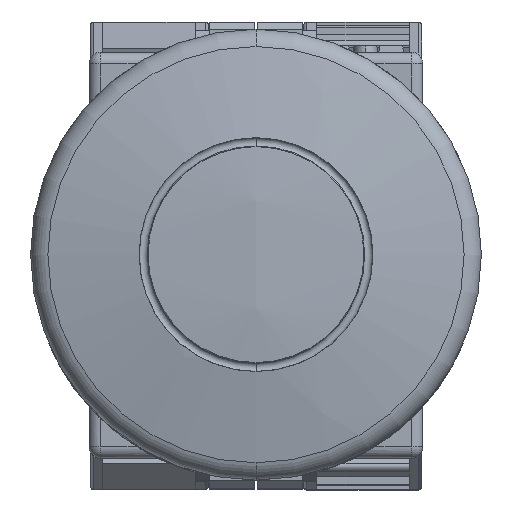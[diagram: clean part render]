
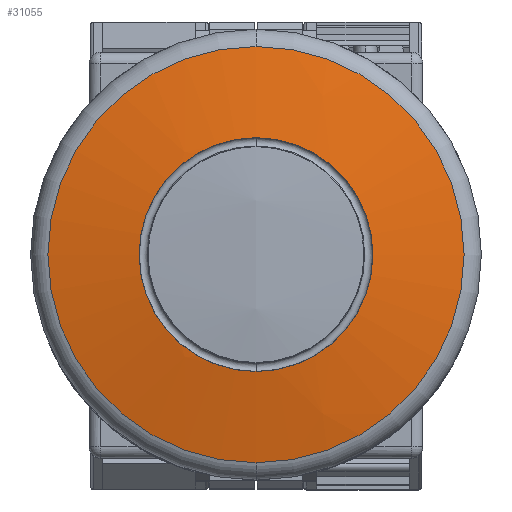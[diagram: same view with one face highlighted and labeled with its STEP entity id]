
A CAD part, top view. The second image highlights one B-rep face of the part: STEP entity #31055.
In plain terms, the highlighted spherical face has radius 80 mm.
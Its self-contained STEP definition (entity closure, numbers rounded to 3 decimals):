
#206 = CARTESIAN_POINT ( 'NONE',  ( -10.372, 0., 47.425 ) ) ;
#796 = EDGE_LOOP ( 'NONE', ( #30520, #5048 ) ) ;
#2434 = CARTESIAN_POINT ( 'NONE',  ( 0., 0., 47.425 ) ) ;
#4828 = AXIS2_PLACEMENT_3D ( 'NONE', #28868, #25633, #22400 ) ;
#4934 = VERTEX_POINT ( 'NONE', #206 ) ;
#5048 = ORIENTED_EDGE ( 'NONE', *, *, #11363, .T. ) ;
#6199 = ORIENTED_EDGE ( 'NONE', *, *, #31651, .F. ) ;
#8696 = VERTEX_POINT ( 'NONE', #25841 ) ;
#9031 = EDGE_CURVE ( 'NONE', #8696, #14371, #26634, .T. ) ;
#11363 = EDGE_CURVE ( 'NONE', #4934, #21902, #24473, .T. ) ;
#12182 = FACE_OUTER_BOUND ( 'NONE', #13323, .T. ) ;
#13106 = CIRCLE ( 'NONE', #18868, 10.372 ) ;
#13323 = EDGE_LOOP ( 'NONE', ( #6199, #29058 ) ) ;
#14371 = VERTEX_POINT ( 'NONE', #27877 ) ;
#15681 = DIRECTION ( 'NONE',  ( 0., 1., 0. ) ) ;
#18868 = AXIS2_PLACEMENT_3D ( 'NONE', #22635, #25119, #21866 ) ;
#18906 = DIRECTION ( 'NONE',  ( 0., 0., -1. ) ) ;
#21866 = DIRECTION ( 'NONE',  ( 1., 0., 0. ) ) ;
#21902 = VERTEX_POINT ( 'NONE', #26765 ) ;
#22139 = DIRECTION ( 'NONE',  ( 0.233, 0., 0.972 ) ) ;
#22400 = DIRECTION ( 'NONE',  ( 0., 1., 0. ) ) ;
#22635 = CARTESIAN_POINT ( 'NONE',  ( 0., 0., 47.425 ) ) ;
#23366 = AXIS2_PLACEMENT_3D ( 'NONE', #25388, #18906, #15681 ) ;
#23492 = EDGE_CURVE ( 'NONE', #21902, #4934, #13106, .T. ) ;
#24473 = CIRCLE ( 'NONE', #24960, 10.372 ) ;
#24960 = AXIS2_PLACEMENT_3D ( 'NONE', #2434, #30938, #27716 ) ;
#25119 = DIRECTION ( 'NONE',  ( 0., 0., -1. ) ) ;
#25383 = DIRECTION ( 'NONE',  ( -0.972, 0., 0.233 ) ) ;
#25388 = CARTESIAN_POINT ( 'NONE',  ( 0., 0., 45.941 ) ) ;
#25633 = DIRECTION ( 'NONE',  ( 0., 0., -1. ) ) ;
#25841 = CARTESIAN_POINT ( 'NONE',  ( 0., -18.462, 45.941 ) ) ;
#26634 = CIRCLE ( 'NONE', #4828, 18.462 ) ;
#26765 = CARTESIAN_POINT ( 'NONE',  ( 10.372, 0., 47.425 ) ) ;
#27662 = FACE_BOUND ( 'NONE', #796, .T. ) ;
#27716 = DIRECTION ( 'NONE',  ( 1., 0., 0. ) ) ;
#27877 = CARTESIAN_POINT ( 'NONE',  ( 0., 18.462, 45.941 ) ) ;
#28611 = CARTESIAN_POINT ( 'NONE',  ( 0., 0., -31.9 ) ) ;
#28868 = CARTESIAN_POINT ( 'NONE',  ( 0., 0., 45.941 ) ) ;
#29058 = ORIENTED_EDGE ( 'NONE', *, *, #9031, .F. ) ;
#29277 = AXIS2_PLACEMENT_3D ( 'NONE', #28611, #25383, #22139 ) ;
#30099 = SPHERICAL_SURFACE ( 'NONE', #29277, 80. ) ;
#30520 = ORIENTED_EDGE ( 'NONE', *, *, #23492, .T. ) ;
#30938 = DIRECTION ( 'NONE',  ( 0., 0., -1. ) ) ;
#31055 = ADVANCED_FACE ( 'NONE', ( #27662, #12182 ), #30099, .T. ) ;
#31174 = CIRCLE ( 'NONE', #23366, 18.462 ) ;
#31651 = EDGE_CURVE ( 'NONE', #14371, #8696, #31174, .T. ) ;
